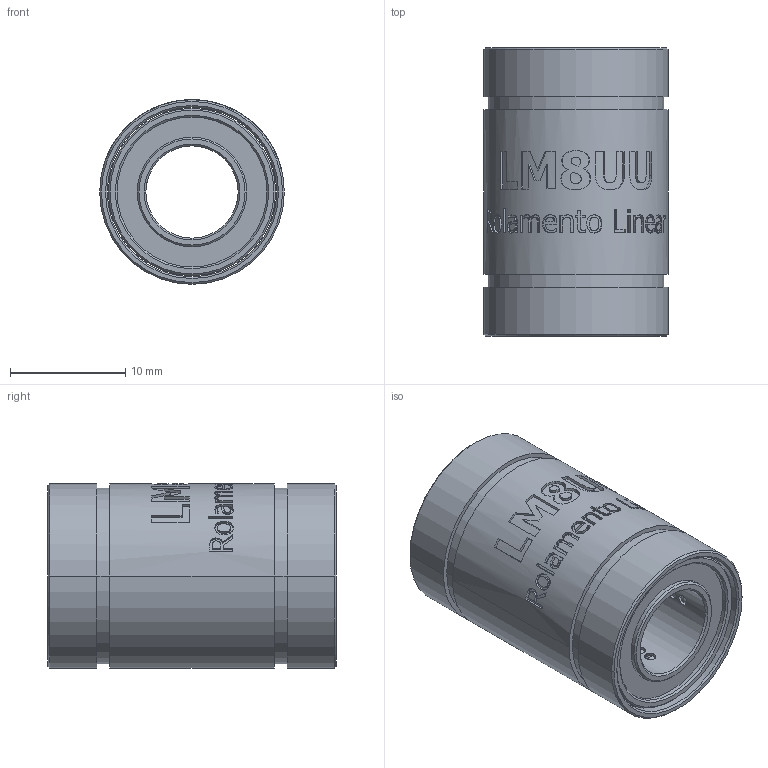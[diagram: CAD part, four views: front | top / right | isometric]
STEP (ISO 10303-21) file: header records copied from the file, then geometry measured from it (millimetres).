
FILE_DESCRIPTION (( 'STEP AP214' ), '1' );
FILE_NAME ('LM08UU.STEP', '2021-09-07T22:16:28', ( '' ), ( '' ), 'SwSTEP 2.0', 'SolidWorks 2019', '' );
FILE_SCHEMA (( 'AUTOMOTIVE_DESIGN' ));
Length unit declared in the file: millimetre
Products named in the file (1): LM08UU
Bounding box: 16 x 25 x 16 mm (x, y, z)
Volume: 3370.1 mm3; surface area: 4991.1 mm2
Topology: 62 solids, 62 shells, 606 faces, 1974 edges, 1320 vertices
Faces by surface type: sphere 240, bspline 149, plane 139, cylinder 54, cone 24
Entity records: 25740 total; most frequent: CARTESIAN_POINT 10470, ORIENTED_EDGE 3080, DIRECTION 2544, EDGE_CURVE 1540, VERTEX_POINT 1126, AXIS2_PLACEMENT_3D 1024, EDGE_LOOP 790, FACE_OUTER_BOUND 606
